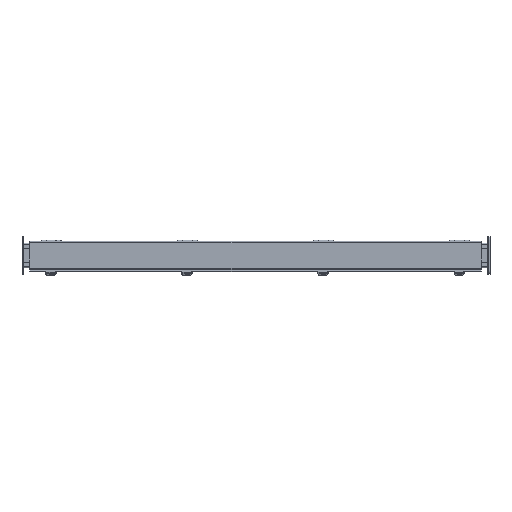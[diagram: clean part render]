
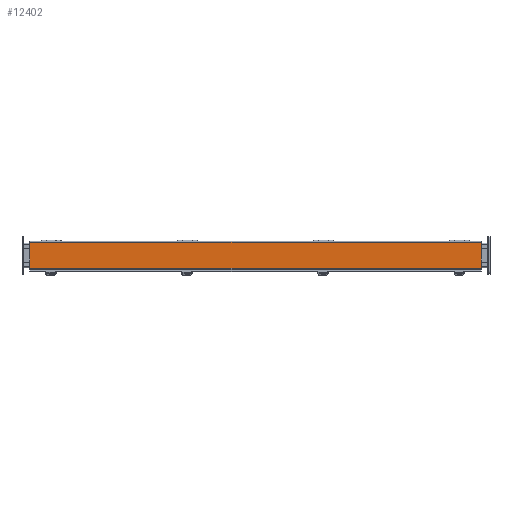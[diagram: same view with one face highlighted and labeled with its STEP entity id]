
A CAD part, top view. The second image highlights one B-rep face of the part: STEP entity #12402.
In plain terms, the highlighted planar face has unit normal (0, 0, 1).
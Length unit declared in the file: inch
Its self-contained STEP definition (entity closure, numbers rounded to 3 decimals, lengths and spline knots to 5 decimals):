
#131 = DIRECTION ( 'NONE',  ( -1., 0., 0. ) ) ;
#617 = FACE_OUTER_BOUND ( 'NONE', #14635, .T. ) ;
#2395 = PLANE ( 'NONE',  #5098 ) ;
#3375 = CARTESIAN_POINT ( 'NONE',  ( -23.218, -1.3305, 2.672 ) ) ;
#3691 = CARTESIAN_POINT ( 'NONE',  ( -23.218, -1.4385, 2.672 ) ) ;
#4053 = CARTESIAN_POINT ( 'NONE',  ( 23.25, -1.4385, 2.672 ) ) ;
#4506 = VECTOR ( 'NONE', #7156, 39.37008 ) ;
#5098 = AXIS2_PLACEMENT_3D ( 'NONE', #11270, #20692, #9381 ) ;
#5482 = ORIENTED_EDGE ( 'NONE', *, *, #5819, .T. ) ;
#5819 = EDGE_CURVE ( 'NONE', #12217, #8716, #16104, .T. ) ;
#7089 = CARTESIAN_POINT ( 'NONE',  ( -23.218, 1.3285, 2.672 ) ) ;
#7156 = DIRECTION ( 'NONE',  ( 1., 0., 0. ) ) ;
#7261 = CARTESIAN_POINT ( 'NONE',  ( 23.25, 1.3285, 2.672 ) ) ;
#8029 = ORIENTED_EDGE ( 'NONE', *, *, #17400, .T. ) ;
#8401 = VECTOR ( 'NONE', #15221, 39.37008 ) ;
#8716 = VERTEX_POINT ( 'NONE', #7089 ) ;
#9381 = DIRECTION ( 'NONE',  ( 1., 0., 0. ) ) ;
#9699 = CARTESIAN_POINT ( 'NONE',  ( 23.25, -1.3305, 2.672 ) ) ;
#10067 = VERTEX_POINT ( 'NONE', #9699 ) ;
#10661 = EDGE_CURVE ( 'NONE', #10067, #12217, #22453, .T. ) ;
#11077 = ORIENTED_EDGE ( 'NONE', *, *, #20366, .T. ) ;
#11270 = CARTESIAN_POINT ( 'NONE',  ( -23.218, -1.4385, 2.672 ) ) ;
#11616 = ORIENTED_EDGE ( 'NONE', *, *, #10661, .T. ) ;
#12022 = VERTEX_POINT ( 'NONE', #3375 ) ;
#12217 = VERTEX_POINT ( 'NONE', #7261 ) ;
#12402 = ADVANCED_FACE ( 'NONE', ( #617 ), #2395, .T. ) ;
#12453 = CARTESIAN_POINT ( 'NONE',  ( -23.218, 1.3285, 2.672 ) ) ;
#14397 = VECTOR ( 'NONE', #22221, 39.37008 ) ;
#14635 = EDGE_LOOP ( 'NONE', ( #11077, #8029, #11616, #5482 ) ) ;
#15221 = DIRECTION ( 'NONE',  ( 0., -1., 0. ) ) ;
#16104 = LINE ( 'NONE', #12453, #16119 ) ;
#16119 = VECTOR ( 'NONE', #131, 39.37008 ) ;
#16126 = LINE ( 'NONE', #23310, #4506 ) ;
#17400 = EDGE_CURVE ( 'NONE', #12022, #10067, #16126, .T. ) ;
#20366 = EDGE_CURVE ( 'NONE', #8716, #12022, #21638, .T. ) ;
#20692 = DIRECTION ( 'NONE',  ( 0., 0., 1. ) ) ;
#21638 = LINE ( 'NONE', #3691, #8401 ) ;
#22221 = DIRECTION ( 'NONE',  ( 0., 1., 0. ) ) ;
#22453 = LINE ( 'NONE', #4053, #14397 ) ;
#23310 = CARTESIAN_POINT ( 'NONE',  ( -23.218, -1.3305, 2.672 ) ) ;
